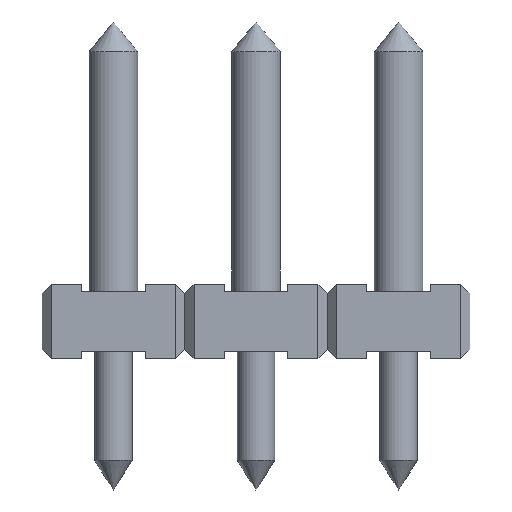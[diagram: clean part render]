
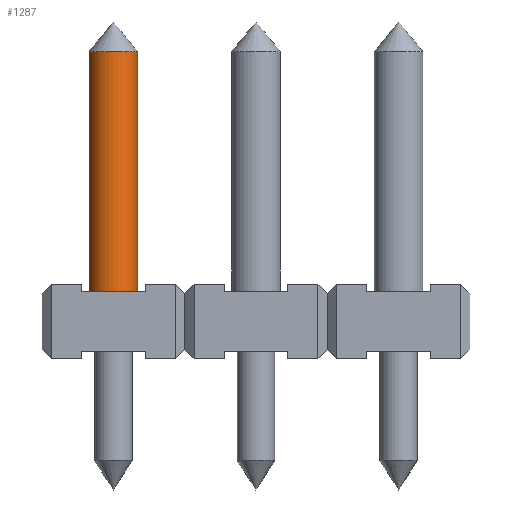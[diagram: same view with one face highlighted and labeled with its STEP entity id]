
A CAD part, front view. The second image highlights one B-rep face of the part: STEP entity #1287.
In plain terms, the highlighted cylindrical face has radius 0.65 mm (diameter 1.3 mm), a full revolution.
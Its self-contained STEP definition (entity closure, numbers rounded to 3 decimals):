
#48=CYLINDRICAL_SURFACE('',#1403,0.65);
#666=ORIENTED_EDGE('',*,*,#834,.T.);
#667=ORIENTED_EDGE('',*,*,#835,.T.);
#834=EDGE_CURVE('',#938,#938,#956,.T.);
#835=EDGE_CURVE('',#939,#939,#957,.F.);
#938=VERTEX_POINT('',#2092);
#939=VERTEX_POINT('',#2094);
#956=CIRCLE('',#1404,0.65);
#957=CIRCLE('',#1405,0.65);
#1046=EDGE_LOOP('',(#666));
#1047=EDGE_LOOP('',(#667));
#1140=FACE_BOUND('',#1046,.T.);
#1141=FACE_BOUND('',#1047,.T.);
#1287=ADVANCED_FACE('',(#1140,#1141),#48,.T.);
#1403=AXIS2_PLACEMENT_3D('',#2090,#1733,#1734);
#1404=AXIS2_PLACEMENT_3D('',#2091,#1735,#1736);
#1405=AXIS2_PLACEMENT_3D('',#2093,#1737,#1738);
#1733=DIRECTION('',(0.,0.,-1.));
#1734=DIRECTION('',(-1.,0.,0.));
#1735=DIRECTION('',(0.,0.,-1.));
#1736=DIRECTION('',(-1.,0.,0.));
#1737=DIRECTION('',(0.,0.,-1.));
#1738=DIRECTION('',(-1.,0.,0.));
#2090=CARTESIAN_POINT('',(0.,0.,6.25));
#2091=CARTESIAN_POINT('',(0.,0.,5.46));
#2092=CARTESIAN_POINT('',(-0.65,0.,5.46));
#2093=CARTESIAN_POINT('',(0.,0.,-1.15));
#2094=CARTESIAN_POINT('',(-0.65,0.,-1.15));
